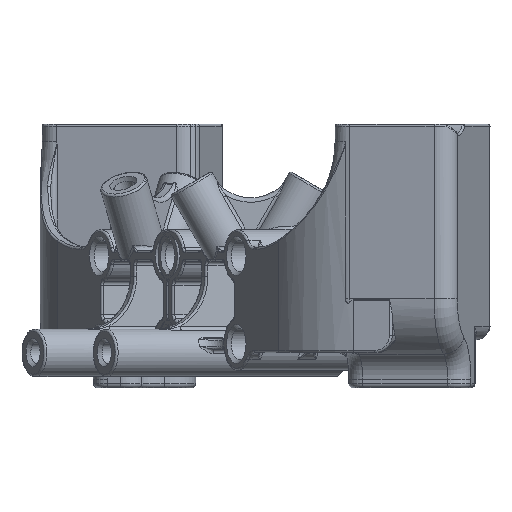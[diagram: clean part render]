
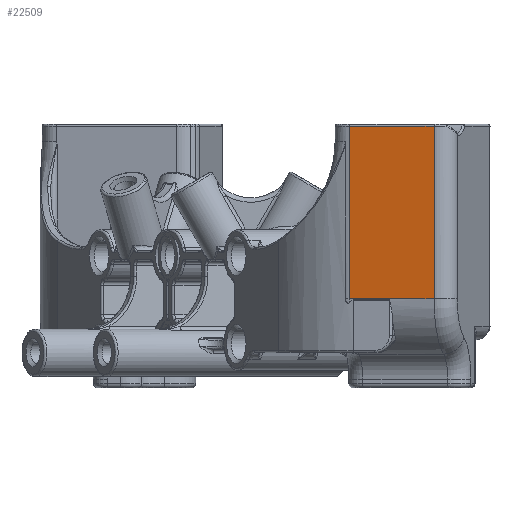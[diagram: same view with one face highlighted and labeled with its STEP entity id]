
A CAD part, front view. The second image highlights one B-rep face of the part: STEP entity #22509.
In plain terms, the highlighted planar face has unit normal (-0.259, -0.966, 0).
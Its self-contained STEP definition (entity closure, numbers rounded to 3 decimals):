
#332=PLANE('',#25192);
#1261=LINE('',#44279,#2245);
#1470=LINE('',#47817,#2454);
#1606=LINE('',#51914,#2590);
#1636=LINE('',#52633,#2620);
#2245=VECTOR('',#28990,10.);
#2454=VECTOR('',#30145,10.);
#2590=VECTOR('',#31157,10.);
#2620=VECTOR('',#31333,10.);
#4539=FACE_OUTER_BOUND('',#6090,.T.);
#6090=EDGE_LOOP('',(#19871,#19872,#19873,#19874));
#9647=VERTEX_POINT('',#44274);
#9648=VERTEX_POINT('',#44278);
#10075=VERTEX_POINT('',#47815);
#10375=VERTEX_POINT('',#51912);
#12333=EDGE_CURVE('',#9647,#9648,#1261,.T.);
#12983=EDGE_CURVE('',#9647,#10075,#1470,.T.);
#13525=EDGE_CURVE('',#10075,#10375,#1606,.T.);
#13615=EDGE_CURVE('',#9648,#10375,#1636,.T.);
#19871=ORIENTED_EDGE('',*,*,#12983,.T.);
#19872=ORIENTED_EDGE('',*,*,#13525,.T.);
#19873=ORIENTED_EDGE('',*,*,#13615,.F.);
#19874=ORIENTED_EDGE('',*,*,#12333,.F.);
#22509=ADVANCED_FACE('',(#4539),#332,.T.);
#25192=AXIS2_PLACEMENT_3D('',#52632,#31331,#31332);
#28990=DIRECTION('',(0.,0.,-1.));
#30145=DIRECTION('',(-0.966,0.259,0.));
#31157=DIRECTION('',(0.,0.,-1.));
#31331=DIRECTION('center_axis',(-0.259,-0.966,0.));
#31332=DIRECTION('ref_axis',(-0.966,0.259,0.));
#31333=DIRECTION('',(-0.966,0.259,0.));
#44274=CARTESIAN_POINT('',(18.936,-20.229,5.25));
#44278=CARTESIAN_POINT('',(18.936,-20.229,-14.335));
#44279=CARTESIAN_POINT('',(18.936,-20.229,5.5));
#47815=CARTESIAN_POINT('',(9.276,-17.641,5.25));
#47817=CARTESIAN_POINT('',(16.569,-19.595,5.25));
#51912=CARTESIAN_POINT('',(9.276,-17.641,-14.335));
#51914=CARTESIAN_POINT('',(9.276,-17.641,5.5));
#52632=CARTESIAN_POINT('Origin',(18.936,-20.229,5.5));
#52633=CARTESIAN_POINT('',(7.2,-17.085,-14.335));
